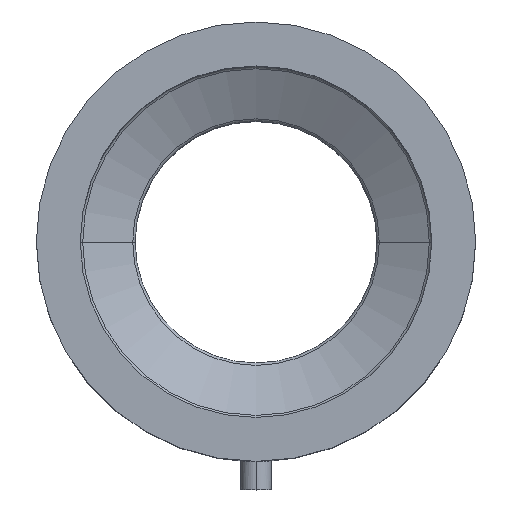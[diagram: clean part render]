
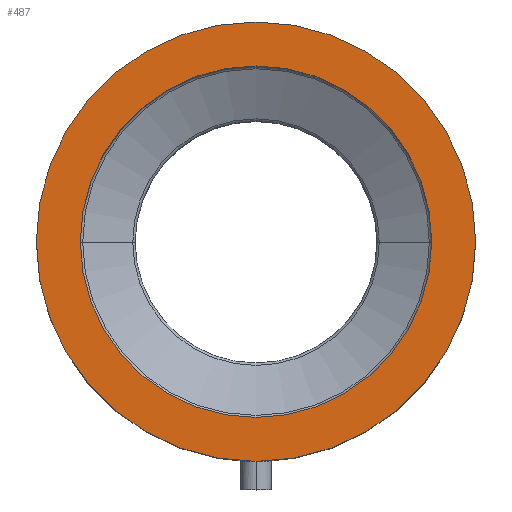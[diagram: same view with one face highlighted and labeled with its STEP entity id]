
A CAD part, top view. The second image highlights one B-rep face of the part: STEP entity #487.
In plain terms, the highlighted planar face has unit normal (0, 0, 1).
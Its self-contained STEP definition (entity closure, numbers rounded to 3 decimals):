
#91 = CIRCLE ( 'NONE', #1033, 80. ) ;
#144 = DIRECTION ( 'NONE',  ( 0., 0., -1. ) ) ;
#156 = ORIENTED_EDGE ( 'NONE', *, *, #410, .F. ) ;
#187 = ORIENTED_EDGE ( 'NONE', *, *, #703, .T. ) ;
#195 = CARTESIAN_POINT ( 'NONE',  ( 100., 0., 102.25 ) ) ;
#204 = VERTEX_POINT ( 'NONE', #367 ) ;
#209 = DIRECTION ( 'NONE',  ( 0., 0., -1. ) ) ;
#214 = EDGE_CURVE ( 'NONE', #480, #204, #402, .T. ) ;
#244 = VERTEX_POINT ( 'NONE', #778 ) ;
#292 = PLANE ( 'NONE',  #427 ) ;
#334 = EDGE_LOOP ( 'NONE', ( #156, #1053 ) ) ;
#367 = CARTESIAN_POINT ( 'NONE',  ( -100., 0., 102.25 ) ) ;
#383 = AXIS2_PLACEMENT_3D ( 'NONE', #754, #1137, #763 ) ;
#400 = CARTESIAN_POINT ( 'NONE',  ( -80., 0., 102.25 ) ) ;
#402 = CIRCLE ( 'NONE', #383, 100. ) ;
#410 = EDGE_CURVE ( 'NONE', #204, #480, #1031, .T. ) ;
#414 = FACE_BOUND ( 'NONE', #1169, .T. ) ;
#427 = AXIS2_PLACEMENT_3D ( 'NONE', #400, #1261, #510 ) ;
#448 = DIRECTION ( 'NONE',  ( 0., 0., -1. ) ) ;
#480 = VERTEX_POINT ( 'NONE', #195 ) ;
#487 = ADVANCED_FACE ( 'NONE', ( #414, #955 ), #292, .T. ) ;
#510 = DIRECTION ( 'NONE',  ( 1., 0., 0. ) ) ;
#642 = DIRECTION ( 'NONE',  ( -1., 0., 0. ) ) ;
#703 = EDGE_CURVE ( 'NONE', #244, #896, #1132, .T. ) ;
#719 = ORIENTED_EDGE ( 'NONE', *, *, #820, .T. ) ;
#754 = CARTESIAN_POINT ( 'NONE',  ( 0., 0., 102.25 ) ) ;
#763 = DIRECTION ( 'NONE',  ( -1., 0., 0. ) ) ;
#778 = CARTESIAN_POINT ( 'NONE',  ( 80., 0., 102.25 ) ) ;
#820 = EDGE_CURVE ( 'NONE', #896, #244, #91, .T. ) ;
#896 = VERTEX_POINT ( 'NONE', #1085 ) ;
#935 = CARTESIAN_POINT ( 'NONE',  ( 0., 0., 102.25 ) ) ;
#955 = FACE_OUTER_BOUND ( 'NONE', #334, .T. ) ;
#958 = CARTESIAN_POINT ( 'NONE',  ( 0., 0., 102.25 ) ) ;
#1022 = CARTESIAN_POINT ( 'NONE',  ( 0., 0., 102.25 ) ) ;
#1031 = CIRCLE ( 'NONE', #1251, 100. ) ;
#1033 = AXIS2_PLACEMENT_3D ( 'NONE', #958, #209, #1163 ) ;
#1053 = ORIENTED_EDGE ( 'NONE', *, *, #214, .F. ) ;
#1085 = CARTESIAN_POINT ( 'NONE',  ( -80., 0., 102.25 ) ) ;
#1132 = CIRCLE ( 'NONE', #1211, 80. ) ;
#1137 = DIRECTION ( 'NONE',  ( 0., 0., -1. ) ) ;
#1163 = DIRECTION ( 'NONE',  ( -1., 0., 0. ) ) ;
#1169 = EDGE_LOOP ( 'NONE', ( #719, #187 ) ) ;
#1211 = AXIS2_PLACEMENT_3D ( 'NONE', #1022, #144, #642 ) ;
#1220 = DIRECTION ( 'NONE',  ( -1., 0., 0. ) ) ;
#1251 = AXIS2_PLACEMENT_3D ( 'NONE', #935, #448, #1220 ) ;
#1261 = DIRECTION ( 'NONE',  ( 0., 0., 1. ) ) ;
